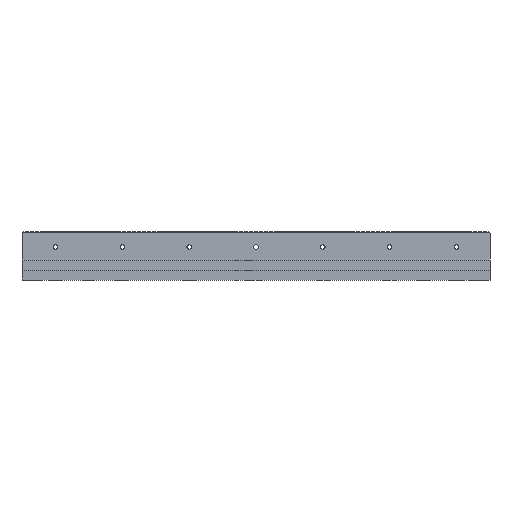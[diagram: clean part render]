
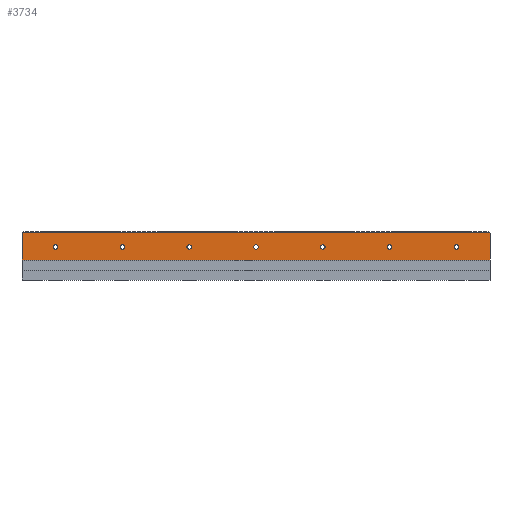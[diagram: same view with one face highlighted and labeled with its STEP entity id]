
A CAD part, left-side view. The second image highlights one B-rep face of the part: STEP entity #3734.
In plain terms, the highlighted planar face has unit normal (-1, 0, 0).
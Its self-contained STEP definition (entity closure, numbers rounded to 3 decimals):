
#3734 = ADVANCED_FACE( '', ( #8351, #8352, #8353, #8354, #8355, #8356, #8357, #8358 ), #8359, .F. );
#8351 = FACE_BOUND( '', #13836, .T. );
#8352 = FACE_BOUND( '', #13837, .T. );
#8353 = FACE_BOUND( '', #13838, .T. );
#8354 = FACE_BOUND( '', #13839, .T. );
#8355 = FACE_BOUND( '', #13840, .T. );
#8356 = FACE_BOUND( '', #13841, .T. );
#8357 = FACE_BOUND( '', #13842, .T. );
#8358 = FACE_OUTER_BOUND( '', #13843, .T. );
#8359 = PLANE( '', #13844 );
#13836 = EDGE_LOOP( '', ( #25701 ) );
#13837 = EDGE_LOOP( '', ( #25702 ) );
#13838 = EDGE_LOOP( '', ( #25703 ) );
#13839 = EDGE_LOOP( '', ( #25704 ) );
#13840 = EDGE_LOOP( '', ( #25705 ) );
#13841 = EDGE_LOOP( '', ( #25706 ) );
#13842 = EDGE_LOOP( '', ( #25707 ) );
#13843 = EDGE_LOOP( '', ( #25708, #25709, #25710, #25711, #25712, #25713 ) );
#13844 = AXIS2_PLACEMENT_3D( '', #25714, #25715, #25716 );
#25701 = ORIENTED_EDGE( '', *, *, #38366, .F. );
#25702 = ORIENTED_EDGE( '', *, *, #38969, .F. );
#25703 = ORIENTED_EDGE( '', *, *, #38438, .F. );
#25704 = ORIENTED_EDGE( '', *, *, #34982, .F. );
#25705 = ORIENTED_EDGE( '', *, *, #37994, .F. );
#25706 = ORIENTED_EDGE( '', *, *, #38970, .T. );
#25707 = ORIENTED_EDGE( '', *, *, #34720, .T. );
#25708 = ORIENTED_EDGE( '', *, *, #38971, .T. );
#25709 = ORIENTED_EDGE( '', *, *, #38972, .T. );
#25710 = ORIENTED_EDGE( '', *, *, #38873, .T. );
#25711 = ORIENTED_EDGE( '', *, *, #38606, .F. );
#25712 = ORIENTED_EDGE( '', *, *, #38735, .T. );
#25713 = ORIENTED_EDGE( '', *, *, #38973, .T. );
#25714 = CARTESIAN_POINT( '', ( -50., -350., 36. ) );
#25715 = DIRECTION( '', ( 1., 0., 0. ) );
#25716 = DIRECTION( '', ( 0., 0., -1. ) );
#34720 = EDGE_CURVE( '', #42313, #42313, #42314, .T. );
#34982 = EDGE_CURVE( '', #42774, #42774, #42775, .T. );
#37994 = EDGE_CURVE( '', #47782, #47782, #47783, .T. );
#38366 = EDGE_CURVE( '', #48284, #48284, #48285, .T. );
#38438 = EDGE_CURVE( '', #48377, #48377, #48378, .T. );
#38606 = EDGE_CURVE( '', #48611, #48613, #48614, .T. );
#38735 = EDGE_CURVE( '', #48611, #48786, #48788, .T. );
#38873 = EDGE_CURVE( '', #48961, #48613, #48962, .T. );
#38969 = EDGE_CURVE( '', #49085, #49085, #49086, .T. );
#38970 = EDGE_CURVE( '', #49087, #49087, #49088, .T. );
#38971 = EDGE_CURVE( '', #49089, #49090, #49091, .T. );
#38972 = EDGE_CURVE( '', #49090, #48961, #49092, .T. );
#38973 = EDGE_CURVE( '', #48786, #49089, #49093, .T. );
#42313 = VERTEX_POINT( '', #53416 );
#42314 = CIRCLE( '', #53417, 3.4 );
#42774 = VERTEX_POINT( '', #54074 );
#42775 = CIRCLE( '', #54075, 3.4 );
#47782 = VERTEX_POINT( '', #61624 );
#47783 = CIRCLE( '', #61625, 3.4 );
#48284 = VERTEX_POINT( '', #62370 );
#48285 = CIRCLE( '', #62371, 3.4 );
#48377 = VERTEX_POINT( '', #62507 );
#48378 = CIRCLE( '', #62508, 3.4 );
#48611 = VERTEX_POINT( '', #62853 );
#48613 = VERTEX_POINT( '', #62856 );
#48614 = LINE( '', #62857, #62858 );
#48786 = VERTEX_POINT( '', #63113 );
#48788 = LINE( '', #63116, #63117 );
#48961 = VERTEX_POINT( '', #63381 );
#48962 = LINE( '', #63382, #63383 );
#49085 = VERTEX_POINT( '', #63567 );
#49086 = CIRCLE( '', #63568, 3.4 );
#49087 = VERTEX_POINT( '', #63569 );
#49088 = CIRCLE( '', #63570, 3.4 );
#49089 = VERTEX_POINT( '', #63571 );
#49090 = VERTEX_POINT( '', #63572 );
#49091 = LINE( '', #63573, #63574 );
#49092 = LINE( '', #63575, #63576 );
#49093 = LINE( '', #63577, #63578 );
#53416 = CARTESIAN_POINT( '', ( -50., -96.6, 13.5 ) );
#53417 = AXIS2_PLACEMENT_3D( '', #67834, #67835, #67836 );
#54074 = CARTESIAN_POINT( '', ( -50., 203.4, 13.5 ) );
#54075 = AXIS2_PLACEMENT_3D( '', #68058, #68059, #68060 );
#61624 = CARTESIAN_POINT( '', ( -50., -196.6, 13.5 ) );
#61625 = AXIS2_PLACEMENT_3D( '', #70696, #70697, #70698 );
#62370 = CARTESIAN_POINT( '', ( -50., 3.4, 13.5 ) );
#62371 = AXIS2_PLACEMENT_3D( '', #70967, #70968, #70969 );
#62507 = CARTESIAN_POINT( '', ( -50., -296.6, 13.5 ) );
#62508 = AXIS2_PLACEMENT_3D( '', #71020, #71021, #71022 );
#62853 = CARTESIAN_POINT( '', ( -50., -350., 33.925 ) );
#62856 = CARTESIAN_POINT( '', ( -50., -350., -6. ) );
#62857 = CARTESIAN_POINT( '', ( -50., -350., 36. ) );
#62858 = VECTOR( '', #71148, 1000. );
#63113 = CARTESIAN_POINT( '', ( -50., -348.925, 35. ) );
#63116 = CARTESIAN_POINT( '', ( -50., -350., 33.925 ) );
#63117 = VECTOR( '', #71245, 1000. );
#63381 = CARTESIAN_POINT( '', ( -50., 350., -6. ) );
#63382 = CARTESIAN_POINT( '', ( -50., 350., -6. ) );
#63383 = VECTOR( '', #71337, 1000. );
#63567 = CARTESIAN_POINT( '', ( -50., 303.4, 13.5 ) );
#63568 = AXIS2_PLACEMENT_3D( '', #71399, #71400, #71401 );
#63569 = CARTESIAN_POINT( '', ( -50., 103.4, 13.5 ) );
#63570 = AXIS2_PLACEMENT_3D( '', #71402, #71403, #71404 );
#63571 = CARTESIAN_POINT( '', ( -50., 348.925, 35. ) );
#63572 = CARTESIAN_POINT( '', ( -50., 350., 33.925 ) );
#63573 = CARTESIAN_POINT( '', ( -50., 347.925, 36. ) );
#63574 = VECTOR( '', #71405, 1000. );
#63575 = CARTESIAN_POINT( '', ( -50., 350., 36. ) );
#63576 = VECTOR( '', #71406, 1000. );
#63577 = CARTESIAN_POINT( '', ( -50., -350., 35. ) );
#63578 = VECTOR( '', #71407, 1000. );
#67834 = CARTESIAN_POINT( '', ( -50., -100., 13.5 ) );
#67835 = DIRECTION( '', ( 1., 0., 0. ) );
#67836 = DIRECTION( '', ( 0., 1., 0. ) );
#68058 = CARTESIAN_POINT( '', ( -50., 200., 13.5 ) );
#68059 = DIRECTION( '', ( -1., 0., 0. ) );
#68060 = DIRECTION( '', ( 0., 1., 0. ) );
#70696 = CARTESIAN_POINT( '', ( -50., -200., 13.5 ) );
#70697 = DIRECTION( '', ( -1., 0., 0. ) );
#70698 = DIRECTION( '', ( 0., 1., 0. ) );
#70967 = CARTESIAN_POINT( '', ( -50., 0., 13.5 ) );
#70968 = DIRECTION( '', ( -1., 0., 0. ) );
#70969 = DIRECTION( '', ( 0., 1., 0. ) );
#71020 = CARTESIAN_POINT( '', ( -50., -300., 13.5 ) );
#71021 = DIRECTION( '', ( -1., 0., 0. ) );
#71022 = DIRECTION( '', ( 0., 1., 0. ) );
#71148 = DIRECTION( '', ( 0., 0., -1. ) );
#71245 = DIRECTION( '', ( 0., 0.707, 0.707 ) );
#71337 = DIRECTION( '', ( 0., -1., 0. ) );
#71399 = CARTESIAN_POINT( '', ( -50., 300., 13.5 ) );
#71400 = DIRECTION( '', ( -1., 0., 0. ) );
#71401 = DIRECTION( '', ( 0., 1., 0. ) );
#71402 = CARTESIAN_POINT( '', ( -50., 100., 13.5 ) );
#71403 = DIRECTION( '', ( 1., 0., 0. ) );
#71404 = DIRECTION( '', ( 0., 1., 0. ) );
#71405 = DIRECTION( '', ( 0., 0.707, -0.707 ) );
#71406 = DIRECTION( '', ( 0., 0., -1. ) );
#71407 = DIRECTION( '', ( 0., 1., 0. ) );
